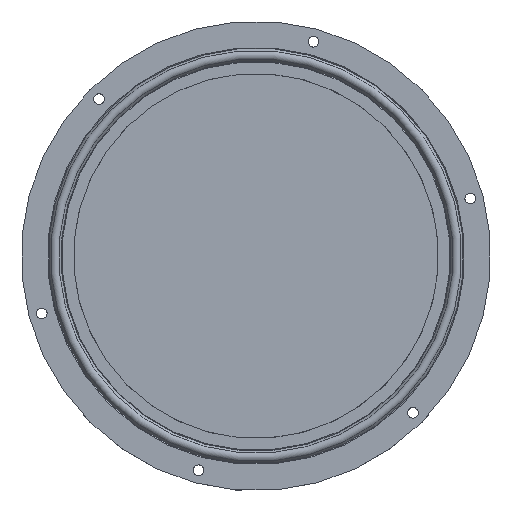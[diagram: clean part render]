
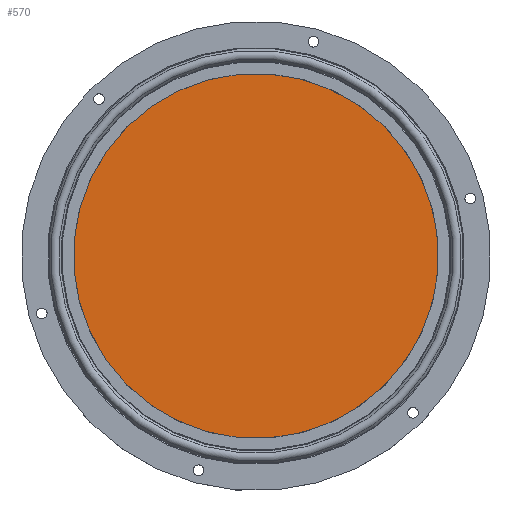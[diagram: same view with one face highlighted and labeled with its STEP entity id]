
A CAD part, top view. The second image highlights one B-rep face of the part: STEP entity #570.
In plain terms, the highlighted planar face has unit normal (0, 0, 1).
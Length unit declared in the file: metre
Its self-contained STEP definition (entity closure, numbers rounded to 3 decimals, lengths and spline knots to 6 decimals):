
#154=ORIENTED_EDGE('',*,*,#201,.T.);
#201=EDGE_CURVE('',#252,#252,#303,.T.);
#252=VERTEX_POINT('',#995);
#303=CIRCLE('',#654,0.044419);
#409=EDGE_LOOP('',(#154));
#511=FACE_BOUND('',#409,.T.);
#524=PLANE('',#680);
#570=ADVANCED_FACE('',(#511),#524,.T.);
#654=AXIS2_PLACEMENT_3D('',#994,#823,#824);
#680=AXIS2_PLACEMENT_3D('',#1025,#875,#876);
#823=DIRECTION('',(0.,0.,1.));
#824=DIRECTION('',(1.,0.,0.));
#875=DIRECTION('',(0.,0.,1.));
#876=DIRECTION('',(1.,0.,0.));
#994=CARTESIAN_POINT('',(0.,0.,0.025));
#995=CARTESIAN_POINT('',(0.044419,0.,0.025));
#1025=CARTESIAN_POINT('',(0.,0.,0.025));
